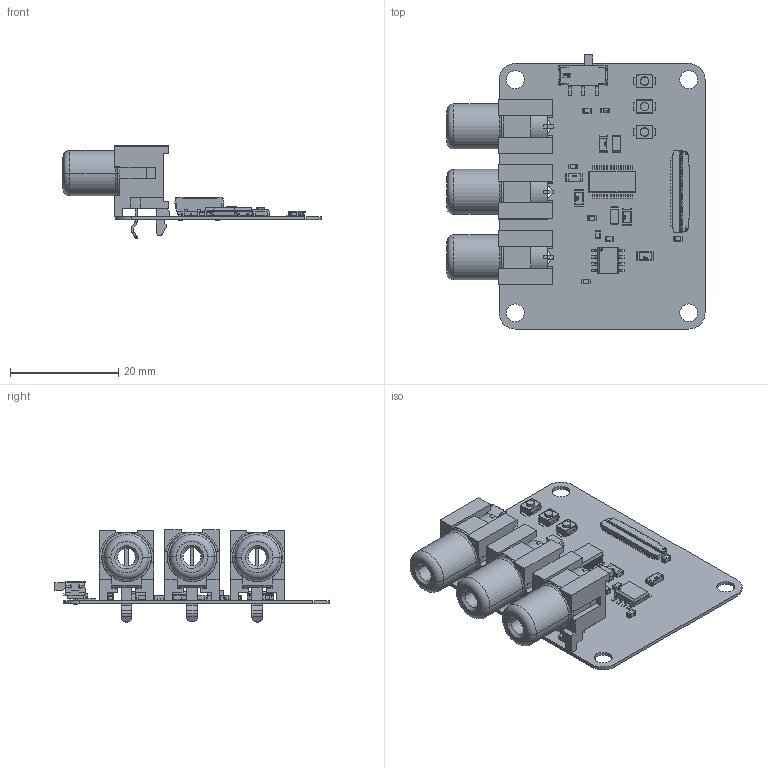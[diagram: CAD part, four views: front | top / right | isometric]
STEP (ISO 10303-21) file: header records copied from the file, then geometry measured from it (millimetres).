
FILE_DESCRIPTION(('Open CASCADE Model'),'2;1');
FILE_NAME('Open CASCADE Shape Model','2021-02-25T18:15:44',('Author'),( 'Open CASCADE'),'Open CASCADE STEP processor 6.8','Open CASCADE 6.8' ,'Unknown');
FILE_SCHEMA(('AUTOMOTIVE_DESIGN { 1 0 10303 214 1 1 1 1 }'));
Length unit declared in the file: millimetre
Products named in the file (47): PCB; Board; Open CASCADE STEP translator 6.8 1.1.1; R5; C0603; C5; User_Library-1206_SMD_Capacitor; R6; LED1; APTD1608; S1; B3U-1000P--3DModel-STEP-56544; S4; JS102011SAQN--3DModel-Eagle-1; S2; S3; R7; J3; KLPX-0848A-2-R_rA4; J4; KLPX-0848A-2-Y_rA4; J2; KLPX-0848A-2-W_rA4; J1; 6219166832; R4; R2; U2; MAX4105ESA+; U1; MAX5184BEEG+; R3; R1; C7; C6; C4; C3; C2; 6219163472; Body ...
Assembly tree (65 placements, depth 4):
  PCB
    Board
      Open CASCADE STEP translator 6.8 1.1.1
    R5
      C0603  x2
    C5
      User_Library-1206_SMD_Capacitor
    R6
      C0603  x2
    LED1
      APTD1608
    S1
      B3U-1000P--3DModel-STEP-56544
    S4
      JS102011SAQN--3DModel-Eagle-1
    S2
      B3U-1000P--3DModel-STEP-56544
    S3
      B3U-1000P--3DModel-STEP-56544
    R7
      C0603  x2
    J3
      KLPX-0848A-2-R_rA4
    J4
      KLPX-0848A-2-Y_rA4
    J2
      KLPX-0848A-2-W_rA4
    J1
      6219166832
    R4
      C0603  x2
    R2
      C0603  x2
    U2
      MAX4105ESA+
    U1
      MAX5184BEEG+
    R3
      C0603  x2
    R1
      C0603  x2
    C7
      User_Library-1206_SMD_Capacitor
    C6
      User_Library-1206_SMD_Capacitor
    C4
      User_Library-1206_SMD_Capacitor
    C3
      User_Library-1206_SMD_Capacitor
    C2
      6219163472
        Body
        FilletPin1
        FilletPin2
    C1
      6219167472
        Body
        FilletPin1
        FilletPin2
Bounding box: 47.61 x 50.56 x 17.06 mm (x, y, z)
Volume: 4938.2 mm3; surface area: 8663.7 mm2
Topology: 87 solids, 87 shells, 4440 faces, 11657 edges, 7223 vertices
Faces by surface type: plane 2712, cylinder 1287, bspline 200, sphere 172, extrusion 47, torus 12, cone 10
Full cylindrical faces by diameter (mm): 1 x2, 2.42 x3, 2.51 x3, 3.3 x4
Entity records: 104955 total; most frequent: CARTESIAN_POINT 21104, ORIENTED_EDGE 17114, DIRECTION 15966, EDGE_CURVE 8557, VECTOR 6768, LINE 6721, VERTEX_POINT 5549, AXIS2_PLACEMENT_3D 4599
